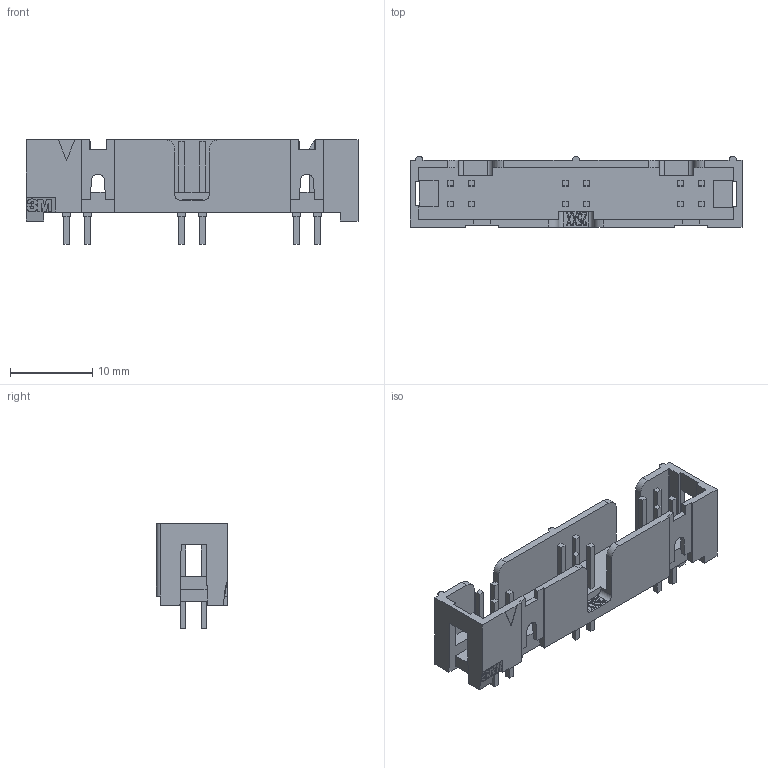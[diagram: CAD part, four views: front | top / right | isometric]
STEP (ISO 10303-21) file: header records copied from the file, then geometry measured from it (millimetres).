
FILE_DESCRIPTION(/* description */ (''),/* implementation_level */ '2;1');
FILE_NAME(/* name */ '2524-6002-XX_STEP.stp',/* time_stamp */ '2011-08-10T13:46:44-05:00',/* author */ (''),/* organization */ (''),/* preprocessor_version */ 'ST-DEVELOPER v11',/* originating_system */ 'SIEMENS PLM Software NX 7.5',/* authorisation */ '');
FILE_SCHEMA (('CONFIG_CONTROL_DESIGN'));
Length unit declared in the file: inch
Products named in the file (1): 78-5110-0038-8
Bounding box: 40.34 x 8.64 x 12.75 mm (x, y, z)
Volume: 1218.1 mm3; surface area: 2362.2 mm2
Topology: 1 solids, 1 shells, 373 faces, 1003 edges, 666 vertices
Faces by surface type: plane 331, cylinder 25, extrusion 17
Entity records: 12067 total; most frequent: CARTESIAN_POINT 2733, ORIENTED_EDGE 2006, DIRECTION 1689, EDGE_CURVE 1003, VECTOR 875, LINE 858, VERTEX_POINT 666, EDGE_LOOP 415
